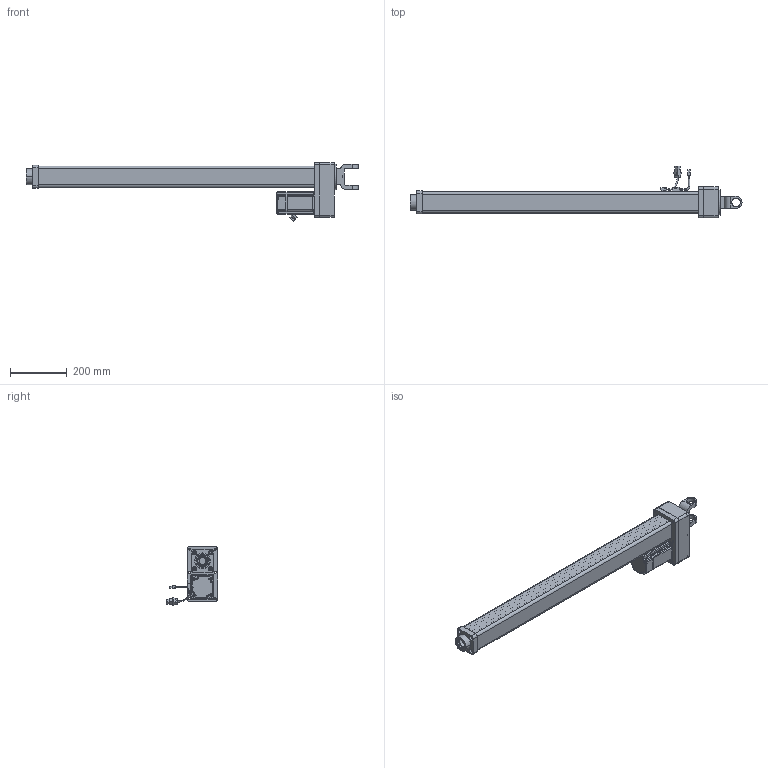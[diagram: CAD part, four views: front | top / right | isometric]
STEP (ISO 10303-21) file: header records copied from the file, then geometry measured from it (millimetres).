
FILE_DESCRIPTION (( 'STEP AP203' ), '1' );
FILE_NAME ('NewBox_Default_sldprt.STEP', '2021-08-05T09:22:47', ( '' ), ( '' ), 'SwSTEP 2.0', 'SolidWorks 2021', '' );
FILE_SCHEMA (( 'CONFIG_CONTROL_DESIGN' ));
Length unit declared in the file: millimetre
Products named in the file (1): NewBox_Default_sldprt
Bounding box: 1166.75 x 181.27 x 206.74 mm (x, y, z)
Volume: 4042791.2 mm3; surface area: 903950.1 mm2
Topology: 1 solids, 5 shells, 932 faces, 2417 edges, 1512 vertices
Faces by surface type: cylinder 416, plane 378, bspline 79, cone 59
Entity records: 36108 total; most frequent: CARTESIAN_POINT 14451, ORIENTED_EDGE 4724, DIRECTION 4102, EDGE_CURVE 2362, VERTEX_POINT 1512, AXIS2_PLACEMENT_3D 1487, LINE 1128, VECTOR 1128
